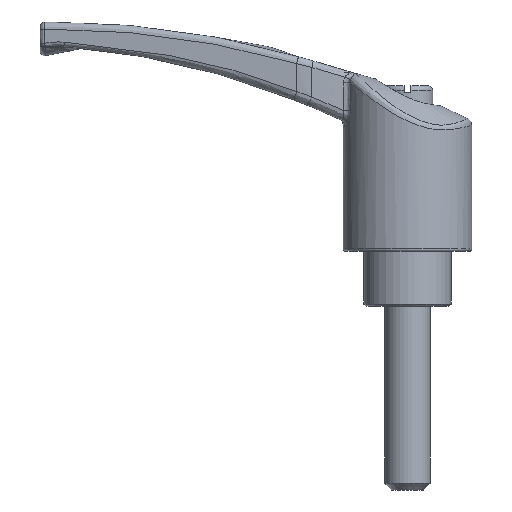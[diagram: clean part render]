
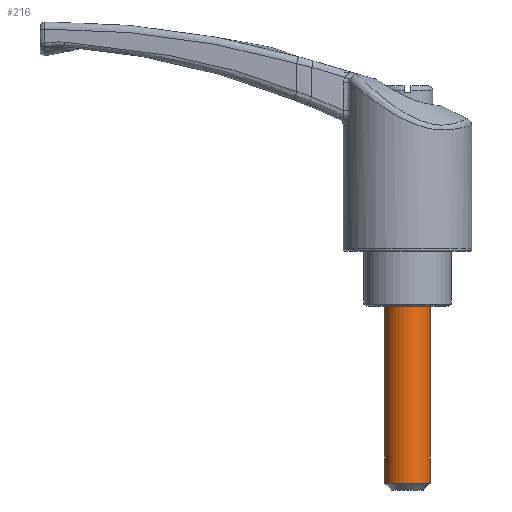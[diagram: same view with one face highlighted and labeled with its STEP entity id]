
A CAD part, left-side view. The second image highlights one B-rep face of the part: STEP entity #216.
In plain terms, the highlighted cylindrical face has radius 5 mm (diameter 10 mm), a full revolution.
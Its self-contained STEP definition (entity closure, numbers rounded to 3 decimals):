
#216 = ADVANCED_FACE( '', ( #443, #444 ), #445, .T. );
#443 = FACE_OUTER_BOUND( '', #5357, .T. );
#444 = FACE_OUTER_BOUND( '', #5358, .T. );
#445 = CYLINDRICAL_SURFACE( '', #5359, 5. );
#5357 = EDGE_LOOP( '', ( #6776 ) );
#5358 = EDGE_LOOP( '', ( #6777 ) );
#5359 = AXIS2_PLACEMENT_3D( '', #6778, #6779, #6780 );
#6776 = ORIENTED_EDGE( '', *, *, #6913, .T. );
#6777 = ORIENTED_EDGE( '', *, *, #6982, .T. );
#6778 = CARTESIAN_POINT( '', ( 0., 0., -52. ) );
#6779 = DIRECTION( '', ( 0., 0., -1. ) );
#6780 = DIRECTION( '', ( 1., 0., 0. ) );
#6913 = EDGE_CURVE( '', #7178, #7178, #7179, .F. );
#6982 = EDGE_CURVE( '', #7262, #7262, #7263, .T. );
#7178 = VERTEX_POINT( '', #9048 );
#7179 = CIRCLE( '', #9049, 5. );
#7262 = VERTEX_POINT( '', #9806 );
#7263 = CIRCLE( '', #9807, 5. );
#9048 = CARTESIAN_POINT( '', ( -5., 0., -50.5 ) );
#9049 = AXIS2_PLACEMENT_3D( '', #10222, #10223, #10224 );
#9806 = CARTESIAN_POINT( '', ( 5., 0., -12. ) );
#9807 = AXIS2_PLACEMENT_3D( '', #10264, #10265, #10266 );
#10222 = CARTESIAN_POINT( '', ( 0., 0., -50.5 ) );
#10223 = DIRECTION( '', ( 0., 0., -1. ) );
#10224 = DIRECTION( '', ( -1., 0., 0. ) );
#10264 = CARTESIAN_POINT( '', ( 0., 0., -12. ) );
#10265 = DIRECTION( '', ( 0., 0., -1. ) );
#10266 = DIRECTION( '', ( 1., 0., 0. ) );
